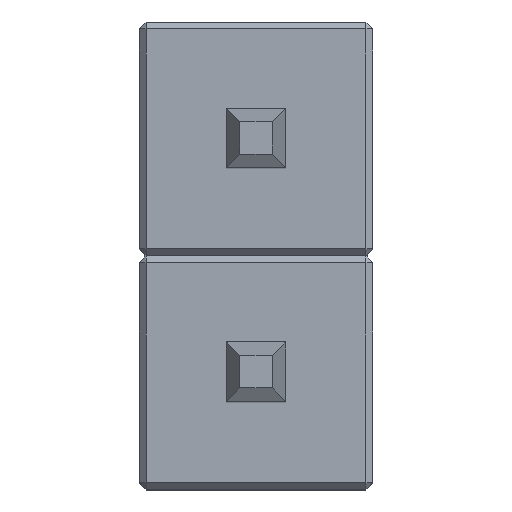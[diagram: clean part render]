
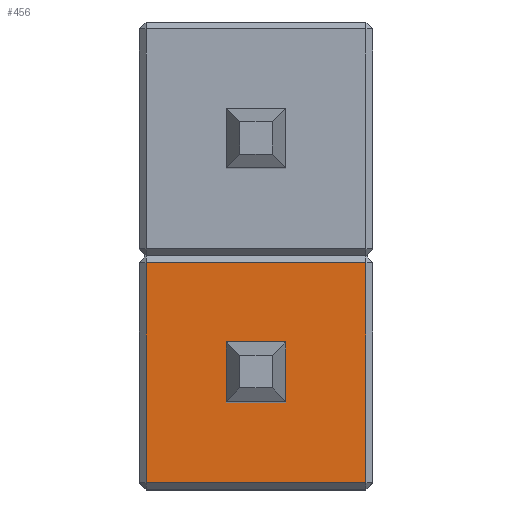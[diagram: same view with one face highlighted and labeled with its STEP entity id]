
A CAD part, top view. The second image highlights one B-rep face of the part: STEP entity #456.
In plain terms, the highlighted planar face has unit normal (0, 0, 1).
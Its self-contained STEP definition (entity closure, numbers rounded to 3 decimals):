
#64 = VECTOR ( 'NONE', #2115, 1000. ) ;
#68 = DIRECTION ( 'NONE',  ( 1., 0., 0. ) ) ;
#95 = CARTESIAN_POINT ( 'NONE',  ( 0., 0., 2.7 ) ) ;
#104 = VERTEX_POINT ( 'NONE', #2986 ) ;
#127 = ORIENTED_EDGE ( 'NONE', *, *, #1348, .T. ) ;
#141 = LINE ( 'NONE', #1009, #1239 ) ;
#146 = EDGE_LOOP ( 'NONE', ( #2559, #1778, #2645, #1006 ) ) ;
#362 = CARTESIAN_POINT ( 'NONE',  ( 1.195, -1.195, 2.7 ) ) ;
#373 = PLANE ( 'NONE',  #2942 ) ;
#418 = DIRECTION ( 'NONE',  ( 1., 0., 0. ) ) ;
#443 = ORIENTED_EDGE ( 'NONE', *, *, #906, .T. ) ;
#456 = ADVANCED_FACE ( 'NONE', ( #2853, #2192 ), #373, .T. ) ;
#459 = VERTEX_POINT ( 'NONE', #840 ) ;
#461 = VERTEX_POINT ( 'NONE', #1751 ) ;
#503 = DIRECTION ( 'NONE',  ( -1., 0., 0. ) ) ;
#526 = LINE ( 'NONE', #543, #2757 ) ;
#531 = VECTOR ( 'NONE', #503, 1000. ) ;
#543 = CARTESIAN_POINT ( 'NONE',  ( -0.325, -0.325, 2.7 ) ) ;
#602 = EDGE_CURVE ( 'NONE', #1900, #736, #1386, .T. ) ;
#616 = LINE ( 'NONE', #2674, #1292 ) ;
#669 = CARTESIAN_POINT ( 'NONE',  ( -1.195, 1.195, 2.7 ) ) ;
#679 = EDGE_CURVE ( 'NONE', #459, #461, #2600, .T. ) ;
#684 = EDGE_CURVE ( 'NONE', #962, #459, #526, .T. ) ;
#736 = VERTEX_POINT ( 'NONE', #1899 ) ;
#840 = CARTESIAN_POINT ( 'NONE',  ( 0.325, -0.325, 2.7 ) ) ;
#879 = LINE ( 'NONE', #2684, #1814 ) ;
#906 = EDGE_CURVE ( 'NONE', #736, #914, #2303, .T. ) ;
#914 = VERTEX_POINT ( 'NONE', #669 ) ;
#962 = VERTEX_POINT ( 'NONE', #1841 ) ;
#1006 = ORIENTED_EDGE ( 'NONE', *, *, #679, .F. ) ;
#1009 = CARTESIAN_POINT ( 'NONE',  ( -0.325, 0.325, 2.7 ) ) ;
#1019 = DIRECTION ( 'NONE',  ( 1., 0., 0. ) ) ;
#1163 = DIRECTION ( 'NONE',  ( 0., 1., 0. ) ) ;
#1175 = VECTOR ( 'NONE', #1163, 1000. ) ;
#1177 = CARTESIAN_POINT ( 'NONE',  ( -0.325, 0.325, 2.7 ) ) ;
#1226 = EDGE_CURVE ( 'NONE', #461, #104, #1879, .T. ) ;
#1239 = VECTOR ( 'NONE', #1257, 1000. ) ;
#1257 = DIRECTION ( 'NONE',  ( 0., -1., 0. ) ) ;
#1292 = VECTOR ( 'NONE', #418, 1000. ) ;
#1315 = VECTOR ( 'NONE', #1586, 1000. ) ;
#1348 = EDGE_CURVE ( 'NONE', #914, #1876, #879, .T. ) ;
#1358 = EDGE_CURVE ( 'NONE', #1876, #1900, #616, .T. ) ;
#1386 = LINE ( 'NONE', #1400, #1175 ) ;
#1400 = CARTESIAN_POINT ( 'NONE',  ( 1.195, 1.27, 2.7 ) ) ;
#1438 = ORIENTED_EDGE ( 'NONE', *, *, #1358, .T. ) ;
#1520 = DIRECTION ( 'NONE',  ( 0., 0., 1. ) ) ;
#1586 = DIRECTION ( 'NONE',  ( -1., 0., 0. ) ) ;
#1751 = CARTESIAN_POINT ( 'NONE',  ( 0.325, 0.325, 2.7 ) ) ;
#1778 = ORIENTED_EDGE ( 'NONE', *, *, #2870, .F. ) ;
#1814 = VECTOR ( 'NONE', #2476, 1000. ) ;
#1841 = CARTESIAN_POINT ( 'NONE',  ( -0.325, -0.325, 2.7 ) ) ;
#1855 = CARTESIAN_POINT ( 'NONE',  ( -1.27, 1.195, 2.7 ) ) ;
#1876 = VERTEX_POINT ( 'NONE', #2332 ) ;
#1879 = LINE ( 'NONE', #1177, #1315 ) ;
#1899 = CARTESIAN_POINT ( 'NONE',  ( 1.195, 1.195, 2.7 ) ) ;
#1900 = VERTEX_POINT ( 'NONE', #362 ) ;
#1955 = EDGE_LOOP ( 'NONE', ( #127, #1438, #2062, #443 ) ) ;
#2062 = ORIENTED_EDGE ( 'NONE', *, *, #602, .T. ) ;
#2115 = DIRECTION ( 'NONE',  ( 0., 1., 0. ) ) ;
#2192 = FACE_BOUND ( 'NONE', #146, .T. ) ;
#2303 = LINE ( 'NONE', #1855, #531 ) ;
#2332 = CARTESIAN_POINT ( 'NONE',  ( -1.195, -1.195, 2.7 ) ) ;
#2476 = DIRECTION ( 'NONE',  ( 0., -1., 0. ) ) ;
#2559 = ORIENTED_EDGE ( 'NONE', *, *, #684, .F. ) ;
#2580 = CARTESIAN_POINT ( 'NONE',  ( 0.325, 0.325, 2.7 ) ) ;
#2600 = LINE ( 'NONE', #2580, #64 ) ;
#2645 = ORIENTED_EDGE ( 'NONE', *, *, #1226, .F. ) ;
#2674 = CARTESIAN_POINT ( 'NONE',  ( 1.27, -1.195, 2.7 ) ) ;
#2684 = CARTESIAN_POINT ( 'NONE',  ( -1.195, -1.27, 2.7 ) ) ;
#2757 = VECTOR ( 'NONE', #68, 1000. ) ;
#2853 = FACE_OUTER_BOUND ( 'NONE', #1955, .T. ) ;
#2870 = EDGE_CURVE ( 'NONE', #104, #962, #141, .T. ) ;
#2942 = AXIS2_PLACEMENT_3D ( 'NONE', #95, #1520, #1019 ) ;
#2986 = CARTESIAN_POINT ( 'NONE',  ( -0.325, 0.325, 2.7 ) ) ;
